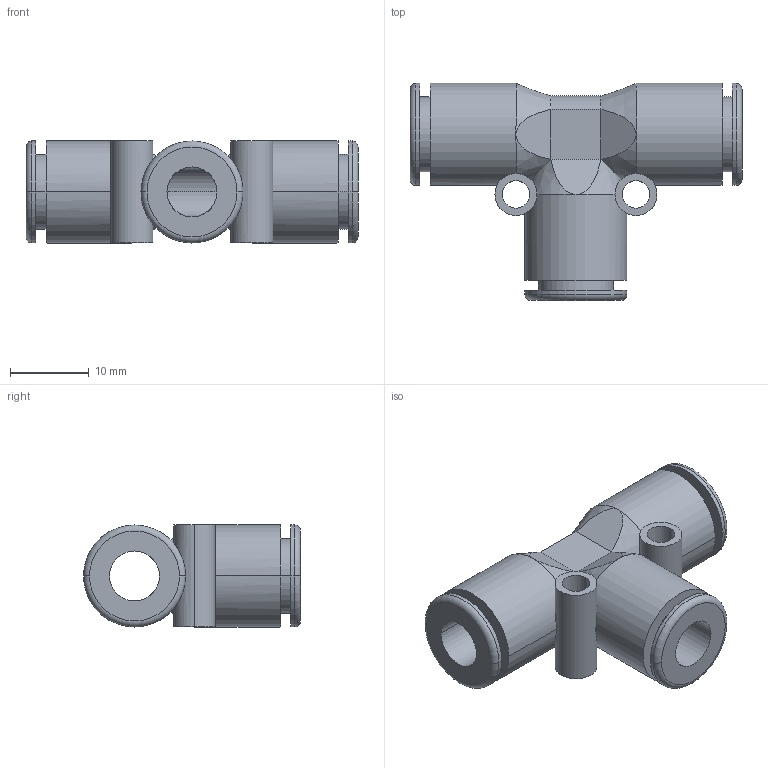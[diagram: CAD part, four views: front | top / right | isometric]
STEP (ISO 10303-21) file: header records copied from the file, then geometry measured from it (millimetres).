
FILE_DESCRIPTION((''),'2;1');
FILE_NAME('ILCP3002200','2006-11-22T',('KR'),(''),'PRO/ENGINEER BY PARAMETRIC TECHNOLOGY CORPORATION, 2005180','PRO/ENGINEER BY PARAMETRIC TECHNOLOGY CORPORATION, 2005180','');
FILE_SCHEMA(('AUTOMOTIVE_DESIGN_CC2 { 1 2 10303 214 -1 1 5 2 }'));
Length unit declared in the file: inch
Products named in the file (1): ILCP3002200
Bounding box: 42.16 x 27.56 x 12.95 mm (x, y, z)
Volume: 5021 mm3; surface area: 4504 mm2
Topology: 1 solids, 1 shells, 68 faces, 155 edges, 94 vertices
Faces by surface type: cylinder 31, plane 21, cone 10, torus 6
Entity records: 2387 total; most frequent: CARTESIAN_POINT 726, DIRECTION 333, ORIENTED_EDGE 310, EDGE_CURVE 155, AXIS2_PLACEMENT_3D 146, COLOUR_RGB 105, VERTEX_POINT 94, EDGE_LOOP 81
